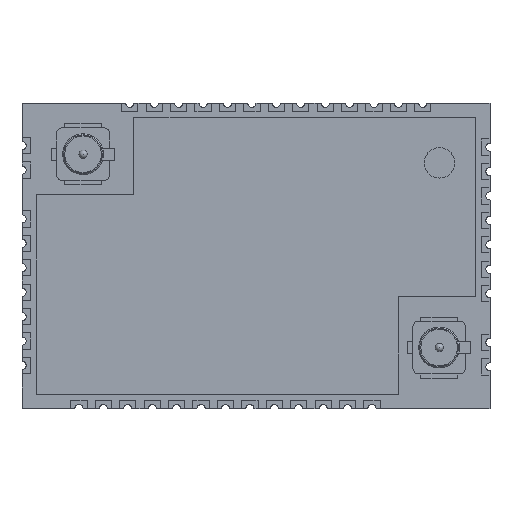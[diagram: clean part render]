
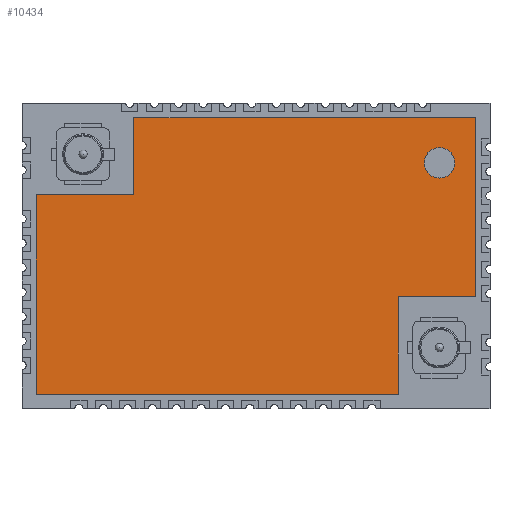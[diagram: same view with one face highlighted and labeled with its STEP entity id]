
A CAD part, top view. The second image highlights one B-rep face of the part: STEP entity #10434.
In plain terms, the highlighted planar face has unit normal (0, 0, 1).
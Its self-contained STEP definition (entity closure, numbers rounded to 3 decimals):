
#76=FACE_BOUND('',#4218,.T.);
#301=PLANE('',#11118);
#1244=LINE('',#15686,#2602);
#1247=LINE('',#15692,#2605);
#1250=LINE('',#15698,#2608);
#1253=LINE('',#15704,#2611);
#1256=LINE('',#15710,#2614);
#1259=LINE('',#15716,#2617);
#1262=LINE('',#15722,#2620);
#1265=LINE('',#15726,#2623);
#2602=VECTOR('',#12718,10.);
#2605=VECTOR('',#12723,10.);
#2608=VECTOR('',#12728,10.);
#2611=VECTOR('',#12733,10.);
#2614=VECTOR('',#12738,10.);
#2617=VECTOR('',#12743,10.);
#2620=VECTOR('',#12748,10.);
#2623=VECTOR('',#12753,10.);
#3621=FACE_OUTER_BOUND('',#4217,.T.);
#4217=EDGE_LOOP('',(#8494,#8495,#8496,#8497,#8498,#8499,#8500,#8501));
#4218=EDGE_LOOP('',(#8502));
#4602=CIRCLE('',#11108,0.75);
#5126=VERTEX_POINT('',#15674);
#5130=VERTEX_POINT('',#15683);
#5131=VERTEX_POINT('',#15685);
#5133=VERTEX_POINT('',#15691);
#5135=VERTEX_POINT('',#15697);
#5137=VERTEX_POINT('',#15703);
#5139=VERTEX_POINT('',#15709);
#5141=VERTEX_POINT('',#15715);
#5143=VERTEX_POINT('',#15721);
#6328=EDGE_CURVE('',#5126,#5126,#4602,.T.);
#6333=EDGE_CURVE('',#5131,#5130,#1244,.T.);
#6336=EDGE_CURVE('',#5133,#5131,#1247,.T.);
#6339=EDGE_CURVE('',#5135,#5133,#1250,.T.);
#6342=EDGE_CURVE('',#5137,#5135,#1253,.T.);
#6345=EDGE_CURVE('',#5139,#5137,#1256,.T.);
#6348=EDGE_CURVE('',#5141,#5139,#1259,.T.);
#6351=EDGE_CURVE('',#5143,#5141,#1262,.T.);
#6354=EDGE_CURVE('',#5130,#5143,#1265,.T.);
#8494=ORIENTED_EDGE('',*,*,#6354,.T.);
#8495=ORIENTED_EDGE('',*,*,#6351,.T.);
#8496=ORIENTED_EDGE('',*,*,#6348,.T.);
#8497=ORIENTED_EDGE('',*,*,#6345,.T.);
#8498=ORIENTED_EDGE('',*,*,#6342,.T.);
#8499=ORIENTED_EDGE('',*,*,#6339,.T.);
#8500=ORIENTED_EDGE('',*,*,#6336,.T.);
#8501=ORIENTED_EDGE('',*,*,#6333,.T.);
#8502=ORIENTED_EDGE('',*,*,#6328,.T.);
#10434=ADVANCED_FACE('',(#3621,#76),#301,.T.);
#11108=AXIS2_PLACEMENT_3D('',#15675,#12709,#12710);
#11118=AXIS2_PLACEMENT_3D('',#15727,#12754,#12755);
#12709=DIRECTION('center_axis',(0.,0.,-1.));
#12710=DIRECTION('ref_axis',(1.,0.,0.));
#12718=DIRECTION('',(0.,1.,0.));
#12723=DIRECTION('',(1.,0.,0.));
#12728=DIRECTION('',(0.,-1.,0.));
#12733=DIRECTION('',(-1.,0.,0.));
#12738=DIRECTION('',(0.,-1.,0.));
#12743=DIRECTION('',(-1.,0.,0.));
#12748=DIRECTION('',(0.,1.,0.));
#12753=DIRECTION('',(1.,0.,0.));
#12754=DIRECTION('center_axis',(0.,0.,1.));
#12755=DIRECTION('ref_axis',(1.,0.,0.));
#15674=CARTESIAN_POINT('',(8.268,4.576,3.));
#15675=CARTESIAN_POINT('Origin',(9.018,4.576,3.));
#15683=CARTESIAN_POINT('',(7.,-2.,3.));
#15685=CARTESIAN_POINT('',(7.,-6.8,3.));
#15686=CARTESIAN_POINT('',(7.,-6.8,3.));
#15691=CARTESIAN_POINT('',(-10.8,-6.8,3.));
#15692=CARTESIAN_POINT('',(-10.8,-6.8,3.));
#15697=CARTESIAN_POINT('',(-10.8,3.,3.));
#15698=CARTESIAN_POINT('',(-10.8,3.,3.));
#15703=CARTESIAN_POINT('',(-6.,3.,3.));
#15704=CARTESIAN_POINT('',(-6.,3.,3.));
#15709=CARTESIAN_POINT('',(-6.,6.8,3.));
#15710=CARTESIAN_POINT('',(-6.,6.8,3.));
#15715=CARTESIAN_POINT('',(10.8,6.8,3.));
#15716=CARTESIAN_POINT('',(10.8,6.8,3.));
#15721=CARTESIAN_POINT('',(10.8,-2.,3.));
#15722=CARTESIAN_POINT('',(10.8,-2.,3.));
#15726=CARTESIAN_POINT('',(7.,-2.,3.));
#15727=CARTESIAN_POINT('Origin',(0.,0.,3.));
